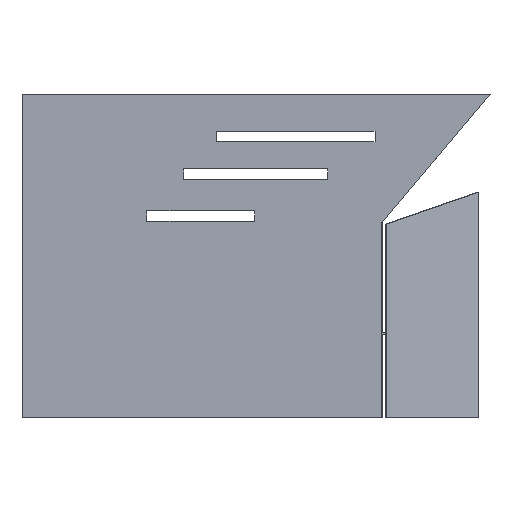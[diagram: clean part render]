
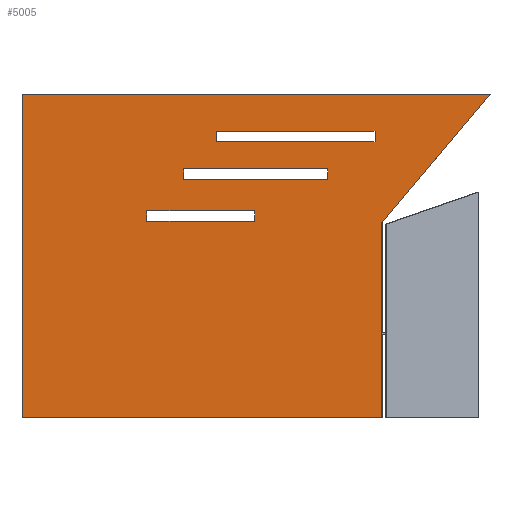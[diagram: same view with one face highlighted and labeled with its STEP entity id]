
A CAD part, left-side view. The second image highlights one B-rep face of the part: STEP entity #5005.
In plain terms, the highlighted face is planar.
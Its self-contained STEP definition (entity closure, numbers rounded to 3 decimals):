
#4741=CARTESIAN_POINT('Line Origine',(5.,-61.459,-34.189)) ;
#4745=CARTESIAN_POINT('Vertex',(5.,13.541,54.809)) ;
#4747=CARTESIAN_POINT('Vertex',(5.,-136.459,-123.187)) ;
#4781=CARTESIAN_POINT('Line Origine',(5.,-136.459,-259.189)) ;
#4785=CARTESIAN_POINT('Vertex',(5.,-136.459,-395.191)) ;
#4812=CARTESIAN_POINT('Line Origine',(5.,-386.459,-395.191)) ;
#4816=CARTESIAN_POINT('Vertex',(5.,-636.459,-395.191)) ;
#4843=CARTESIAN_POINT('Line Origine',(5.,-636.459,-170.191)) ;
#4847=CARTESIAN_POINT('Vertex',(5.,-636.459,54.809)) ;
#4874=CARTESIAN_POINT('Line Origine',(5.,-311.459,54.809)) ;
#4891=CARTESIAN_POINT('Axis2P3D Location',(5.,0.,0.)) ;
#4903=CARTESIAN_POINT('Line Origine',(5.,-388.141,-107.264)) ;
#4907=CARTESIAN_POINT('Vertex',(5.,-463.141,-107.264)) ;
#4909=CARTESIAN_POINT('Vertex',(5.,-313.141,-107.264)) ;
#4912=CARTESIAN_POINT('Line Origine',(5.,-313.141,-114.764)) ;
#4916=CARTESIAN_POINT('Vertex',(5.,-313.141,-122.264)) ;
#4919=CARTESIAN_POINT('Line Origine',(5.,-388.141,-122.264)) ;
#4923=CARTESIAN_POINT('Vertex',(5.,-463.141,-122.264)) ;
#4926=CARTESIAN_POINT('Line Origine',(5.,-463.141,-114.764)) ;
#4937=CARTESIAN_POINT('Line Origine',(5.,-311.558,-49.103)) ;
#4941=CARTESIAN_POINT('Vertex',(5.,-411.558,-49.103)) ;
#4943=CARTESIAN_POINT('Vertex',(5.,-211.558,-49.103)) ;
#4946=CARTESIAN_POINT('Line Origine',(5.,-211.558,-56.603)) ;
#4950=CARTESIAN_POINT('Vertex',(5.,-211.558,-64.103)) ;
#4953=CARTESIAN_POINT('Line Origine',(5.,-311.558,-64.103)) ;
#4957=CARTESIAN_POINT('Vertex',(5.,-411.558,-64.103)) ;
#4960=CARTESIAN_POINT('Line Origine',(5.,-411.558,-56.603)) ;
#4971=CARTESIAN_POINT('Line Origine',(5.,-256.179,3.239)) ;
#4975=CARTESIAN_POINT('Vertex',(5.,-366.179,3.239)) ;
#4977=CARTESIAN_POINT('Vertex',(5.,-146.179,3.239)) ;
#4980=CARTESIAN_POINT('Line Origine',(5.,-146.179,-4.261)) ;
#4984=CARTESIAN_POINT('Vertex',(5.,-146.179,-11.761)) ;
#4987=CARTESIAN_POINT('Line Origine',(5.,-256.179,-11.761)) ;
#4991=CARTESIAN_POINT('Vertex',(5.,-366.179,-11.761)) ;
#4994=CARTESIAN_POINT('Line Origine',(5.,-366.179,-4.261)) ;
#4742=DIRECTION('Vector Direction',(0.,0.644,0.765)) ;
#4782=DIRECTION('Vector Direction',(0.,0.,-1.)) ;
#4813=DIRECTION('Vector Direction',(0.,1.,0.)) ;
#4844=DIRECTION('Vector Direction',(0.,0.,-1.)) ;
#4875=DIRECTION('Vector Direction',(0.,-1.,0.)) ;
#4892=DIRECTION('Axis2P3D Direction',(-1.,0.,0.)) ;
#4893=DIRECTION('Axis2P3D XDirection',(0.,-1.,0.)) ;
#4904=DIRECTION('Vector Direction',(0.,-1.,0.)) ;
#4913=DIRECTION('Vector Direction',(0.,0.,-1.)) ;
#4920=DIRECTION('Vector Direction',(0.,1.,0.)) ;
#4927=DIRECTION('Vector Direction',(0.,0.,1.)) ;
#4938=DIRECTION('Vector Direction',(0.,-1.,0.)) ;
#4947=DIRECTION('Vector Direction',(0.,0.,-1.)) ;
#4954=DIRECTION('Vector Direction',(0.,1.,0.)) ;
#4961=DIRECTION('Vector Direction',(0.,0.,1.)) ;
#4972=DIRECTION('Vector Direction',(0.,-1.,0.)) ;
#4981=DIRECTION('Vector Direction',(0.,0.,-1.)) ;
#4988=DIRECTION('Vector Direction',(0.,1.,0.)) ;
#4995=DIRECTION('Vector Direction',(0.,0.,1.)) ;
#4894=AXIS2_PLACEMENT_3D('Plane Axis2P3D',#4891,#4892,#4893) ;
#4897=ORIENTED_EDGE('',*,*,#4878,.F.) ;
#4898=ORIENTED_EDGE('',*,*,#4849,.F.) ;
#4899=ORIENTED_EDGE('',*,*,#4818,.F.) ;
#4900=ORIENTED_EDGE('',*,*,#4787,.F.) ;
#4901=ORIENTED_EDGE('',*,*,#4749,.F.) ;
#4932=ORIENTED_EDGE('',*,*,#4911,.T.) ;
#4933=ORIENTED_EDGE('',*,*,#4918,.T.) ;
#4934=ORIENTED_EDGE('',*,*,#4925,.T.) ;
#4935=ORIENTED_EDGE('',*,*,#4930,.T.) ;
#4966=ORIENTED_EDGE('',*,*,#4945,.T.) ;
#4967=ORIENTED_EDGE('',*,*,#4952,.T.) ;
#4968=ORIENTED_EDGE('',*,*,#4959,.T.) ;
#4969=ORIENTED_EDGE('',*,*,#4964,.T.) ;
#5000=ORIENTED_EDGE('',*,*,#4979,.T.) ;
#5001=ORIENTED_EDGE('',*,*,#4986,.T.) ;
#5002=ORIENTED_EDGE('',*,*,#4993,.T.) ;
#5003=ORIENTED_EDGE('',*,*,#4998,.T.) ;
#4936=FACE_BOUND('',#4931,.T.) ;
#4970=FACE_BOUND('',#4965,.T.) ;
#5004=FACE_BOUND('',#4999,.T.) ;
#4743=VECTOR('Line Direction',#4742,1.) ;
#4783=VECTOR('Line Direction',#4782,1.) ;
#4814=VECTOR('Line Direction',#4813,1.) ;
#4845=VECTOR('Line Direction',#4844,1.) ;
#4876=VECTOR('Line Direction',#4875,1.) ;
#4905=VECTOR('Line Direction',#4904,1.) ;
#4914=VECTOR('Line Direction',#4913,1.) ;
#4921=VECTOR('Line Direction',#4920,1.) ;
#4928=VECTOR('Line Direction',#4927,1.) ;
#4939=VECTOR('Line Direction',#4938,1.) ;
#4948=VECTOR('Line Direction',#4947,1.) ;
#4955=VECTOR('Line Direction',#4954,1.) ;
#4962=VECTOR('Line Direction',#4961,1.) ;
#4973=VECTOR('Line Direction',#4972,1.) ;
#4982=VECTOR('Line Direction',#4981,1.) ;
#4989=VECTOR('Line Direction',#4988,1.) ;
#4996=VECTOR('Line Direction',#4995,1.) ;
#5005=ADVANCED_FACE('',(#4902,#4936,#4970,#5004),#4895,.F.) ;
#4749=EDGE_CURVE('',#4746,#4748,#4744,.F.) ;
#4787=EDGE_CURVE('',#4748,#4786,#4784,.T.) ;
#4818=EDGE_CURVE('',#4786,#4817,#4815,.F.) ;
#4849=EDGE_CURVE('',#4817,#4848,#4846,.F.) ;
#4878=EDGE_CURVE('',#4848,#4746,#4877,.F.) ;
#4911=EDGE_CURVE('',#4908,#4910,#4906,.F.) ;
#4918=EDGE_CURVE('',#4910,#4917,#4915,.T.) ;
#4925=EDGE_CURVE('',#4917,#4924,#4922,.F.) ;
#4930=EDGE_CURVE('',#4924,#4908,#4929,.T.) ;
#4945=EDGE_CURVE('',#4942,#4944,#4940,.F.) ;
#4952=EDGE_CURVE('',#4944,#4951,#4949,.T.) ;
#4959=EDGE_CURVE('',#4951,#4958,#4956,.F.) ;
#4964=EDGE_CURVE('',#4958,#4942,#4963,.T.) ;
#4979=EDGE_CURVE('',#4976,#4978,#4974,.F.) ;
#4986=EDGE_CURVE('',#4978,#4985,#4983,.T.) ;
#4993=EDGE_CURVE('',#4985,#4992,#4990,.F.) ;
#4998=EDGE_CURVE('',#4992,#4976,#4997,.T.) ;
#4896=EDGE_LOOP('',(#4897,#4898,#4899,#4900,#4901)) ;
#4931=EDGE_LOOP('',(#4932,#4933,#4934,#4935)) ;
#4965=EDGE_LOOP('',(#4966,#4967,#4968,#4969)) ;
#4999=EDGE_LOOP('',(#5000,#5001,#5002,#5003)) ;
#4902=FACE_OUTER_BOUND('',#4896,.T.) ;
#4744=LINE('Line',#4741,#4743) ;
#4784=LINE('Line',#4781,#4783) ;
#4815=LINE('Line',#4812,#4814) ;
#4846=LINE('Line',#4843,#4845) ;
#4877=LINE('Line',#4874,#4876) ;
#4906=LINE('Line',#4903,#4905) ;
#4915=LINE('Line',#4912,#4914) ;
#4922=LINE('Line',#4919,#4921) ;
#4929=LINE('Line',#4926,#4928) ;
#4940=LINE('Line',#4937,#4939) ;
#4949=LINE('Line',#4946,#4948) ;
#4956=LINE('Line',#4953,#4955) ;
#4963=LINE('Line',#4960,#4962) ;
#4974=LINE('Line',#4971,#4973) ;
#4983=LINE('Line',#4980,#4982) ;
#4990=LINE('Line',#4987,#4989) ;
#4997=LINE('Line',#4994,#4996) ;
#4895=PLANE('Plane',#4894) ;
#4746=VERTEX_POINT('',#4745) ;
#4748=VERTEX_POINT('',#4747) ;
#4786=VERTEX_POINT('',#4785) ;
#4817=VERTEX_POINT('',#4816) ;
#4848=VERTEX_POINT('',#4847) ;
#4908=VERTEX_POINT('',#4907) ;
#4910=VERTEX_POINT('',#4909) ;
#4917=VERTEX_POINT('',#4916) ;
#4924=VERTEX_POINT('',#4923) ;
#4942=VERTEX_POINT('',#4941) ;
#4944=VERTEX_POINT('',#4943) ;
#4951=VERTEX_POINT('',#4950) ;
#4958=VERTEX_POINT('',#4957) ;
#4976=VERTEX_POINT('',#4975) ;
#4978=VERTEX_POINT('',#4977) ;
#4985=VERTEX_POINT('',#4984) ;
#4992=VERTEX_POINT('',#4991) ;
